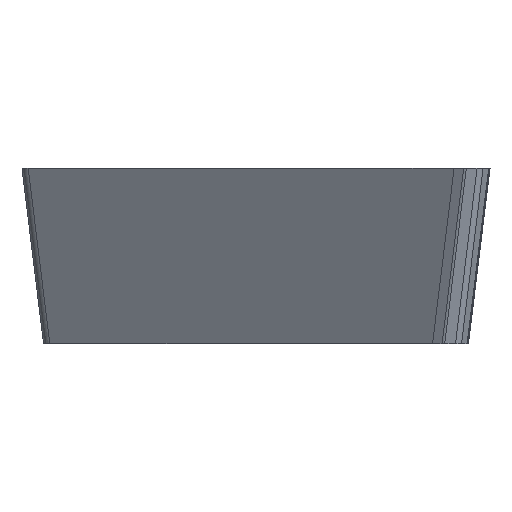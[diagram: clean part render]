
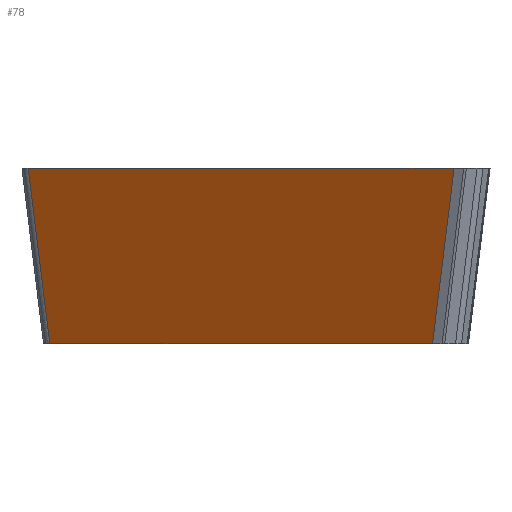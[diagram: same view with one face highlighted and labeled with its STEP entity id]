
A CAD part, front view. The second image highlights one B-rep face of the part: STEP entity #78.
In plain terms, the highlighted planar face has unit normal (-0.569, -0.813, -0.122).
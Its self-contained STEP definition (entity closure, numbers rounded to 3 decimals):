
#54=PLANE('',#572);
#78=ADVANCED_FACE('',(#137),#54,.F.);
#137=FACE_OUTER_BOUND('',#165,.T.);
#165=EDGE_LOOP('',(#248,#249,#250,#251));
#248=ORIENTED_EDGE('',*,*,#364,.T.);
#249=ORIENTED_EDGE('',*,*,#404,.T.);
#250=ORIENTED_EDGE('',*,*,#405,.F.);
#251=ORIENTED_EDGE('',*,*,#406,.T.);
#314=VERTEX_POINT('',#881);
#315=VERTEX_POINT('',#883);
#343=VERTEX_POINT('',#1108);
#344=VERTEX_POINT('',#1110);
#364=EDGE_CURVE('',#315,#314,#420,.T.);
#404=EDGE_CURVE('',#314,#343,#436,.T.);
#405=EDGE_CURVE('',#344,#343,#437,.T.);
#406=EDGE_CURVE('',#344,#315,#438,.T.);
#420=LINE('',#882,#452);
#436=LINE('',#1107,#478);
#437=LINE('',#1109,#479);
#438=LINE('',#1111,#480);
#452=VECTOR('',#605,1.);
#478=VECTOR('',#673,1.);
#479=VECTOR('',#674,1.);
#480=VECTOR('',#675,1.);
#572=AXIS2_PLACEMENT_3D('',#1112,#676,#677);
#605=DIRECTION('',(0.122,0.063,-0.991));
#673=DIRECTION('',(0.819,-0.574,0.));
#674=DIRECTION('',(-0.119,0.228,-0.966));
#675=DIRECTION('',(-0.819,0.574,0.));
#676=DIRECTION('',(0.569,0.813,0.122));
#677=DIRECTION('',(0.07,0.1,-0.993));
#881=CARTESIAN_POINT('',(-2.798,-1.56,-2.38));
#882=CARTESIAN_POINT('',(-3.127,-1.731,0.297));
#883=CARTESIAN_POINT('',(-3.091,-1.712,0.));
#1107=CARTESIAN_POINT('',(-8.974,2.764,-2.38));
#1108=CARTESIAN_POINT('',(2.395,-5.197,-2.38));
#1109=CARTESIAN_POINT('',(2.094,-4.618,-4.832));
#1110=CARTESIAN_POINT('',(2.688,-5.758,0.));
#1111=CARTESIAN_POINT('',(-9.141,2.525,0.));
#1112=CARTESIAN_POINT('',(-9.141,2.525,0.));
